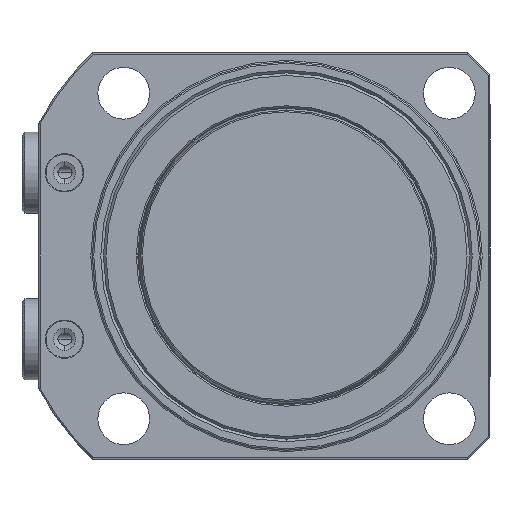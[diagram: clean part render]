
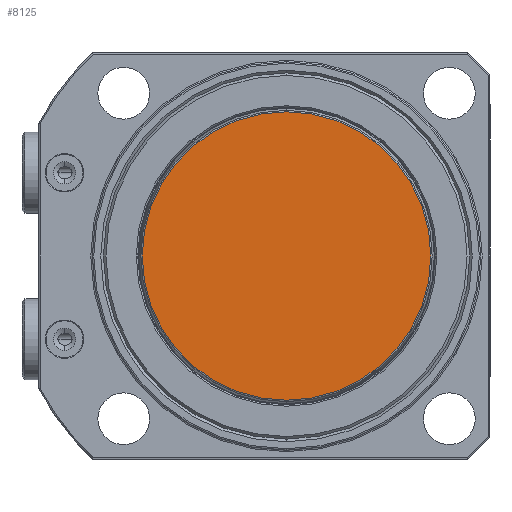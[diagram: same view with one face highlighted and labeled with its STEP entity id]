
A CAD part, front view. The second image highlights one B-rep face of the part: STEP entity #8125.
In plain terms, the highlighted planar face has unit normal (0, -1, 0).
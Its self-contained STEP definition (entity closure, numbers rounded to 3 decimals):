
#261 = PLANE ( 'NONE',  #3495 ) ;
#262 = CARTESIAN_POINT ( 'NONE',  ( 39.272, 0., 0. ) ) ;
#263 = DIRECTION ( 'NONE',  ( 0., 1., 0. ) ) ;
#264 = DIRECTION ( 'NONE',  ( 0., 0., 1. ) ) ;
#1361 = VERTEX_POINT ( 'NONE', #4659 ) ;
#1362 = VERTEX_POINT ( 'NONE', #4660 ) ;
#3495 = AXIS2_PLACEMENT_3D ( 'NONE', #262, #263, #264 ) ;
#3498 = FACE_OUTER_BOUND ( 'NONE', #3873, .T. ) ;
#3873 = EDGE_LOOP ( 'NONE', ( #4057, #4055 ) ) ;
#4055 = ORIENTED_EDGE ( 'NONE', *, *, #7087, .T. ) ;
#4057 = ORIENTED_EDGE ( 'NONE', *, *, #7097, .T. ) ;
#4659 = CARTESIAN_POINT ( 'NONE',  ( 0., 0., 38.992 ) ) ;
#4660 = CARTESIAN_POINT ( 'NONE',  ( 0., 0., -38.992 ) ) ;
#5282 = AXIS2_PLACEMENT_3D ( 'NONE', #5923, #5924, #5925 ) ;
#5329 = AXIS2_PLACEMENT_3D ( 'NONE', #5893, #5894, #5895 ) ;
#5893 = CARTESIAN_POINT ( 'NONE',  ( 0., 0., 0. ) ) ;
#5894 = DIRECTION ( 'NONE',  ( 0., -1., 0. ) ) ;
#5895 = DIRECTION ( 'NONE',  ( 0., 0., 1. ) ) ;
#5923 = CARTESIAN_POINT ( 'NONE',  ( 0., 0., 0. ) ) ;
#5924 = DIRECTION ( 'NONE',  ( 0., -1., 0. ) ) ;
#5925 = DIRECTION ( 'NONE',  ( 0., 0., 1. ) ) ;
#7087 = EDGE_CURVE ( 'NONE', #1362, #1361, #7797, .T. ) ;
#7097 = EDGE_CURVE ( 'NONE', #1361, #1362, #7791, .T. ) ;
#7791 = CIRCLE ( 'NONE', #5282, 38.992 ) ;
#7797 = CIRCLE ( 'NONE', #5329, 38.992 ) ;
#8125 = ADVANCED_FACE ( 'NONE', ( #3498 ), #261, .F. ) ;
